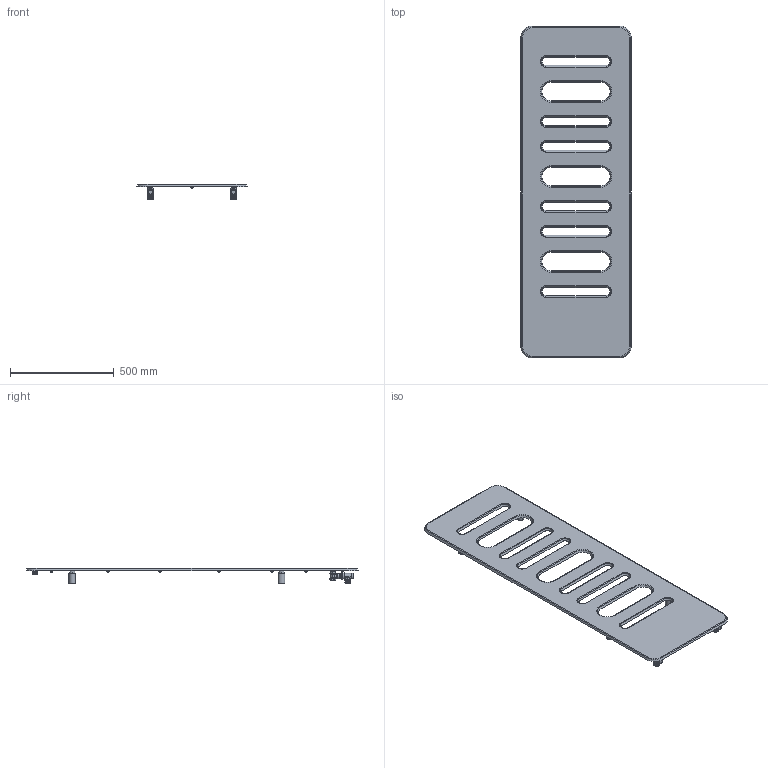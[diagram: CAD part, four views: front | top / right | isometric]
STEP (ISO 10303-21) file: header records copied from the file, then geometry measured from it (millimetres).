
FILE_DESCRIPTION((''),'2;1');
FILE_NAME('3540806100223_3D_SITO_ASM','2022-10-24T12:00:14',('PC132'),(''),'CREO PARAMETRIC BY PTC INC, 2022124','CREO PARAMETRIC BY PTC INC, 2022124','');
FILE_SCHEMA(('AUTOMOTIVE_DESIGN { 1 0 10303 214 1 1 1 1 }'));
Length unit declared in the file: millimetre
Products named in the file (20): 3540806100223_3D_SITO; 599199_AN_OTTONE_18; 599199_AN_GOMMA_18; 1991990000018_ASM; 1006171240047; 1006171240097; 1103000000277_AF1_ASM; CORPO_VALVOLA_ELEGANT_SQUAD; TAPPO_DETENTORA_VAL_ELEGANT; RIDUTTORE_VALVOLA_ELEGANT; GHIERA_D_22_VAL_ELEGANT; GUARNIZIONE_CONICA_VALV_ELEGANT; ANELLO_VALVOLA_ELEGANT; AN_STRINGITUBO_14_VAL_ELEGANT; GHIERA_D_17_VAL_ELEGANT; DETENTORE_ELE_SQ_HUMAN_LIVING_ASM; 1103000000287_AF1_ASM; 1001071210011; 1041001240010; 3540806100223_3D_SITO_ASM
Assembly tree (37 placements, depth 4):
  3540806100223_3D_SITO_ASM
    3540806100223_3D_SITO
    1103000000277_AF1_ASM
      1991990000018_ASM  x4
        599199_AN_OTTONE_18
        599199_AN_GOMMA_18
      1006171240047  x2
      1006171240097  x2
    1103000000287_AF1_ASM
      DETENTORE_ELE_SQ_HUMAN_LIVING_ASM  x2
        CORPO_VALVOLA_ELEGANT_SQUAD
        TAPPO_DETENTORA_VAL_ELEGANT
        RIDUTTORE_VALVOLA_ELEGANT
        GHIERA_D_22_VAL_ELEGANT
        GUARNIZIONE_CONICA_VALV_ELEGANT
        ANELLO_VALVOLA_ELEGANT
        AN_STRINGITUBO_14_VAL_ELEGANT
        GHIERA_D_17_VAL_ELEGANT
    1001071210011  x13
    1041001240010
Bounding box: 531.47 x 1601.47 x 72.5 mm (x, y, z)
Volume: 7907771.4 mm3; surface area: 1580448.7 mm2
Topology: 44 solids, 73 shells, 1435 faces, 3191 edges, 1866 vertices
Faces by surface type: cylinder 484, plane 345, cone 260, torus 224, bspline 96, sphere 26
Entity records: 37820 total; most frequent: CARTESIAN_POINT 7773, DIRECTION 4008, ORIENTED_EDGE 2892, PROPERTY_DEFINITION 1789, REPRESENTATION 1767, PROPERTY_DEFINITION_REPRESENTATION 1767, AXIS2_PLACEMENT_3D 1672, DESCRIPTIVE_REPRESENTATION_ITEM 1522
